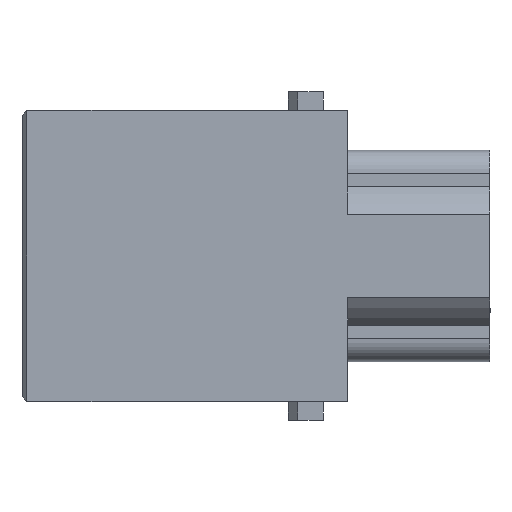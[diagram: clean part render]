
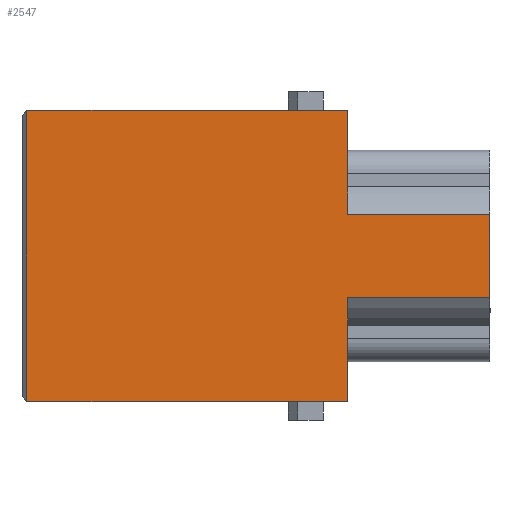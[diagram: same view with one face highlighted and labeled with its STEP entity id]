
A CAD part, left-side view. The second image highlights one B-rep face of the part: STEP entity #2547.
In plain terms, the highlighted planar face has unit normal (-1, 0, 0).
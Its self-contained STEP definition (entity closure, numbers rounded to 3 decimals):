
#137=DIRECTION('',(0.,-0.707,-0.707));
#138=VECTOR('',#137,0.035);
#139=CARTESIAN_POINT('',(-7.3,33.425,-15.125));
#140=LINE('',#139,#138);
#209=DIRECTION('',(0.,0.,1.));
#210=VECTOR('',#209,30.25);
#211=CARTESIAN_POINT('',(-7.3,33.425,-15.125));
#212=LINE('',#211,#210);
#213=DIRECTION('',(0.,-0.707,0.707));
#214=VECTOR('',#213,0.035);
#215=CARTESIAN_POINT('',(-7.3,33.425,15.125));
#216=LINE('',#215,#214);
#217=DIRECTION('',(0.,-1.,0.));
#218=VECTOR('',#217,33.4);
#219=CARTESIAN_POINT('',(-7.3,33.4,15.15));
#220=LINE('',#219,#218);
#221=DIRECTION('',(0.,0.,-1.));
#222=VECTOR('',#221,10.796);
#223=CARTESIAN_POINT('',(-7.3,0.,15.15));
#224=LINE('',#223,#222);
#225=DIRECTION('',(0.,0.,-1.));
#226=VECTOR('',#225,8.709);
#227=CARTESIAN_POINT('',(-7.3,-14.8,4.354));
#228=LINE('',#227,#226);
#229=DIRECTION('',(0.,0.,-1.));
#230=VECTOR('',#229,10.796);
#231=CARTESIAN_POINT('',(-7.3,0.,-4.354));
#232=LINE('',#231,#230);
#233=DIRECTION('',(0.,1.,0.));
#234=VECTOR('',#233,33.4);
#235=CARTESIAN_POINT('',(-7.3,0.,-15.15));
#236=LINE('',#235,#234);
#277=DIRECTION('',(0.,-1.,0.));
#278=VECTOR('',#277,14.8);
#279=CARTESIAN_POINT('',(-7.3,0.,-4.354));
#280=LINE('',#279,#278);
#409=DIRECTION('',(0.,1.,0.));
#410=VECTOR('',#409,14.8);
#411=CARTESIAN_POINT('',(-7.3,-14.8,4.354));
#412=LINE('',#411,#410);
#2313=CARTESIAN_POINT('',(-7.3,33.425,-15.125));
#2314=CARTESIAN_POINT('',(-7.3,33.425,15.125));
#2315=VERTEX_POINT('',#2313);
#2316=VERTEX_POINT('',#2314);
#2317=CARTESIAN_POINT('',(-7.3,33.4,15.15));
#2318=CARTESIAN_POINT('',(-7.3,0.,15.15));
#2319=VERTEX_POINT('',#2317);
#2320=VERTEX_POINT('',#2318);
#2321=CARTESIAN_POINT('',(-7.3,0.,4.354));
#2322=VERTEX_POINT('',#2321);
#2323=CARTESIAN_POINT('',(-7.3,-14.8,4.354));
#2324=VERTEX_POINT('',#2323);
#2325=CARTESIAN_POINT('',(-7.3,-14.8,-4.354));
#2326=VERTEX_POINT('',#2325);
#2327=CARTESIAN_POINT('',(-7.3,0.,-4.354));
#2328=VERTEX_POINT('',#2327);
#2329=CARTESIAN_POINT('',(-7.3,0.,-15.15));
#2330=VERTEX_POINT('',#2329);
#2331=CARTESIAN_POINT('',(-7.3,33.4,-15.15));
#2332=VERTEX_POINT('',#2331);
#2524=CARTESIAN_POINT('',(-7.3,9.794,0.823));
#2525=DIRECTION('',(1.,0.,0.));
#2526=DIRECTION('',(0.,0.,1.));
#2527=AXIS2_PLACEMENT_3D('',#2524,#2525,#2526);
#2528=PLANE('',#2527);
#2529=ORIENTED_EDGE('',*,*,#2378,.T.);
#2531=ORIENTED_EDGE('',*,*,#2530,.T.);
#2533=ORIENTED_EDGE('',*,*,#2532,.T.);
#2535=ORIENTED_EDGE('',*,*,#2534,.T.);
#2537=ORIENTED_EDGE('',*,*,#2536,.F.);
#2539=ORIENTED_EDGE('',*,*,#2538,.T.);
#2541=ORIENTED_EDGE('',*,*,#2540,.F.);
#2542=ORIENTED_EDGE('',*,*,#2503,.T.);
#2543=ORIENTED_EDGE('',*,*,#2478,.T.);
#2544=ORIENTED_EDGE('',*,*,#2463,.F.);
#2545=EDGE_LOOP('',(#2529,#2531,#2533,#2535,#2537,#2539,#2541,#2542,#2543,
#2544));
#2546=FACE_OUTER_BOUND('',#2545,.F.);
#2547=ADVANCED_FACE('',(#2546),#2528,.F.);
#2378=EDGE_CURVE('',#2315,#2316,#212,.T.);
#2463=EDGE_CURVE('',#2315,#2332,#140,.T.);
#2478=EDGE_CURVE('',#2330,#2332,#236,.T.);
#2503=EDGE_CURVE('',#2328,#2330,#232,.T.);
#2530=EDGE_CURVE('',#2316,#2319,#216,.T.);
#2532=EDGE_CURVE('',#2319,#2320,#220,.T.);
#2534=EDGE_CURVE('',#2320,#2322,#224,.T.);
#2536=EDGE_CURVE('',#2324,#2322,#412,.T.);
#2538=EDGE_CURVE('',#2324,#2326,#228,.T.);
#2540=EDGE_CURVE('',#2328,#2326,#280,.T.);
